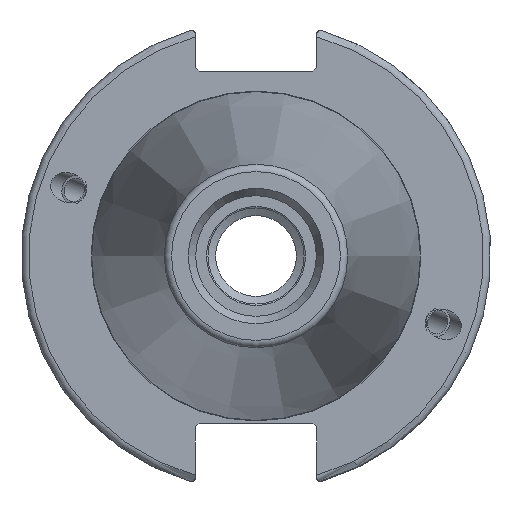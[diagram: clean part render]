
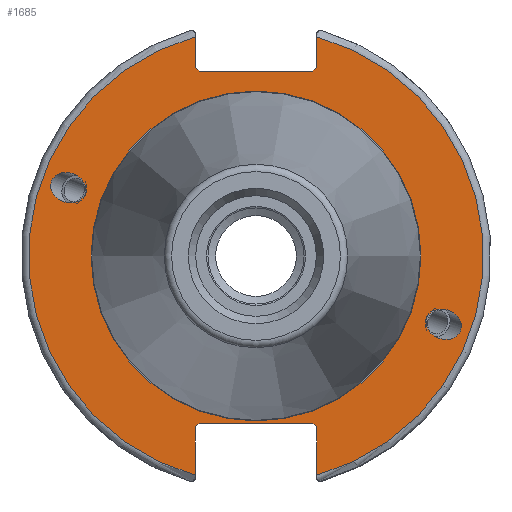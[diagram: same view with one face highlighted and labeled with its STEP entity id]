
A CAD part, left-side view. The second image highlights one B-rep face of the part: STEP entity #1685.
In plain terms, the highlighted planar face has unit normal (-1, 0, 0).
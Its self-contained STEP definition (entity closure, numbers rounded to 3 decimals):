
#39=ELLIPSE('',#1821,2.442,2.);
#48=ELLIPSE('',#1869,2.442,2.);
#118=FACE_BOUND('',#502,.T.);
#119=FACE_BOUND('',#503,.T.);
#120=FACE_BOUND('',#504,.T.);
#136=PLANE('',#1882);
#208=LINE('',#3001,#302);
#209=LINE('',#3003,#303);
#210=LINE('',#3005,#304);
#211=LINE('',#3007,#305);
#212=LINE('',#3009,#306);
#213=LINE('',#3013,#307);
#214=LINE('',#3015,#308);
#215=LINE('',#3017,#309);
#216=LINE('',#3019,#310);
#217=LINE('',#3020,#311);
#302=VECTOR('',#2278,10.);
#303=VECTOR('',#2279,10.);
#304=VECTOR('',#2280,10.);
#305=VECTOR('',#2281,10.);
#306=VECTOR('',#2282,10.);
#307=VECTOR('',#2285,10.);
#308=VECTOR('',#2286,10.);
#309=VECTOR('',#2287,10.);
#310=VECTOR('',#2288,10.);
#311=VECTOR('',#2289,10.);
#404=FACE_OUTER_BOUND('',#501,.T.);
#501=EDGE_LOOP('',(#1376,#1377,#1378,#1379,#1380,#1381,#1382,#1383,#1384,
#1385,#1386,#1387));
#502=EDGE_LOOP('',(#1388));
#503=EDGE_LOOP('',(#1389));
#504=EDGE_LOOP('',(#1390,#1391));
#620=CIRCLE('',#1878,22.3);
#621=CIRCLE('',#1879,22.3);
#624=CIRCLE('',#1883,30.75);
#625=CIRCLE('',#1884,30.75);
#727=VERTEX_POINT('',#2778);
#772=VERTEX_POINT('',#2971);
#778=VERTEX_POINT('',#2988);
#779=VERTEX_POINT('',#2990);
#781=VERTEX_POINT('',#2997);
#782=VERTEX_POINT('',#2998);
#783=VERTEX_POINT('',#3000);
#784=VERTEX_POINT('',#3002);
#785=VERTEX_POINT('',#3004);
#786=VERTEX_POINT('',#3006);
#787=VERTEX_POINT('',#3008);
#788=VERTEX_POINT('',#3010);
#789=VERTEX_POINT('',#3012);
#790=VERTEX_POINT('',#3014);
#791=VERTEX_POINT('',#3016);
#792=VERTEX_POINT('',#3018);
#929=EDGE_CURVE('',#727,#727,#39,.T.);
#990=EDGE_CURVE('',#772,#772,#48,.T.);
#998=EDGE_CURVE('',#778,#779,#620,.T.);
#999=EDGE_CURVE('',#779,#778,#621,.T.);
#1002=EDGE_CURVE('',#781,#782,#624,.T.);
#1003=EDGE_CURVE('',#781,#783,#208,.T.);
#1004=EDGE_CURVE('',#784,#783,#209,.T.);
#1005=EDGE_CURVE('',#784,#785,#210,.T.);
#1006=EDGE_CURVE('',#786,#785,#211,.T.);
#1007=EDGE_CURVE('',#786,#787,#212,.T.);
#1008=EDGE_CURVE('',#788,#787,#625,.T.);
#1009=EDGE_CURVE('',#788,#789,#213,.T.);
#1010=EDGE_CURVE('',#790,#789,#214,.T.);
#1011=EDGE_CURVE('',#790,#791,#215,.T.);
#1012=EDGE_CURVE('',#792,#791,#216,.T.);
#1013=EDGE_CURVE('',#792,#782,#217,.T.);
#1376=ORIENTED_EDGE('',*,*,#1002,.F.);
#1377=ORIENTED_EDGE('',*,*,#1003,.T.);
#1378=ORIENTED_EDGE('',*,*,#1004,.F.);
#1379=ORIENTED_EDGE('',*,*,#1005,.T.);
#1380=ORIENTED_EDGE('',*,*,#1006,.F.);
#1381=ORIENTED_EDGE('',*,*,#1007,.T.);
#1382=ORIENTED_EDGE('',*,*,#1008,.F.);
#1383=ORIENTED_EDGE('',*,*,#1009,.T.);
#1384=ORIENTED_EDGE('',*,*,#1010,.F.);
#1385=ORIENTED_EDGE('',*,*,#1011,.T.);
#1386=ORIENTED_EDGE('',*,*,#1012,.F.);
#1387=ORIENTED_EDGE('',*,*,#1013,.T.);
#1388=ORIENTED_EDGE('',*,*,#929,.T.);
#1389=ORIENTED_EDGE('',*,*,#990,.T.);
#1390=ORIENTED_EDGE('',*,*,#999,.F.);
#1391=ORIENTED_EDGE('',*,*,#998,.F.);
#1685=ADVANCED_FACE('',(#404,#118,#119,#120),#136,.T.);
#1821=AXIS2_PLACEMENT_3D('',#2780,#2133,#2134);
#1869=AXIS2_PLACEMENT_3D('',#2973,#2246,#2247);
#1878=AXIS2_PLACEMENT_3D('',#2991,#2266,#2267);
#1879=AXIS2_PLACEMENT_3D('',#2992,#2268,#2269);
#1882=AXIS2_PLACEMENT_3D('',#2996,#2274,#2275);
#1883=AXIS2_PLACEMENT_3D('',#2999,#2276,#2277);
#1884=AXIS2_PLACEMENT_3D('',#3011,#2283,#2284);
#2133=DIRECTION('center_axis',(1.,0.,0.));
#2134=DIRECTION('ref_axis',(0.,-0.94,-0.342));
#2246=DIRECTION('center_axis',(1.,0.,0.));
#2247=DIRECTION('ref_axis',(0.,0.94,0.342));
#2266=DIRECTION('center_axis',(-1.,0.,0.));
#2267=DIRECTION('ref_axis',(0.,-1.,0.));
#2268=DIRECTION('center_axis',(-1.,0.,0.));
#2269=DIRECTION('ref_axis',(0.,-1.,0.));
#2274=DIRECTION('center_axis',(-1.,0.,0.));
#2275=DIRECTION('ref_axis',(0.,0.,1.));
#2276=DIRECTION('center_axis',(1.,0.,0.));
#2277=DIRECTION('ref_axis',(0.,-1.,0.));
#2278=DIRECTION('',(0.,0.,-1.));
#2279=DIRECTION('',(0.,-0.707,0.707));
#2280=DIRECTION('',(0.,1.,0.));
#2281=DIRECTION('',(0.,-0.707,-0.707));
#2282=DIRECTION('',(0.,0.,1.));
#2283=DIRECTION('center_axis',(1.,0.,0.));
#2284=DIRECTION('ref_axis',(0.,1.,0.));
#2285=DIRECTION('',(0.,0.,1.));
#2286=DIRECTION('',(0.,0.707,-0.707));
#2287=DIRECTION('',(0.,-1.,0.));
#2288=DIRECTION('',(0.,0.707,0.707));
#2289=DIRECTION('',(0.,0.,-1.));
#2778=CARTESIAN_POINT('',(3.175,-23.077,-8.399));
#2780=CARTESIAN_POINT('Origin',(3.175,-25.372,-9.235));
#2971=CARTESIAN_POINT('',(3.175,23.077,8.399));
#2973=CARTESIAN_POINT('Origin',(3.175,25.372,9.235));
#2988=CARTESIAN_POINT('',(3.175,0.,22.3));
#2990=CARTESIAN_POINT('',(3.175,22.3,0.));
#2991=CARTESIAN_POINT('Origin',(3.175,0.,0.));
#2992=CARTESIAN_POINT('Origin',(3.175,0.,0.));
#2996=CARTESIAN_POINT('Origin',(3.175,31.75,0.));
#2997=CARTESIAN_POINT('',(3.175,-8.19,29.639));
#2998=CARTESIAN_POINT('',(3.175,-8.19,-29.639));
#2999=CARTESIAN_POINT('Origin',(3.175,0.,0.));
#3000=CARTESIAN_POINT('',(3.175,-8.19,25.5));
#3001=CARTESIAN_POINT('',(3.175,-8.19,12.5));
#3002=CARTESIAN_POINT('',(3.175,-7.69,25.));
#3003=CARTESIAN_POINT('',(3.175,8.295,9.015));
#3004=CARTESIAN_POINT('',(3.175,7.69,25.));
#3005=CARTESIAN_POINT('',(3.175,15.875,25.));
#3006=CARTESIAN_POINT('',(3.175,8.19,25.5));
#3007=CARTESIAN_POINT('',(3.175,7.58,24.89));
#3008=CARTESIAN_POINT('',(3.175,8.19,29.639));
#3009=CARTESIAN_POINT('',(3.175,8.19,12.5));
#3010=CARTESIAN_POINT('',(3.175,8.19,-29.639));
#3011=CARTESIAN_POINT('Origin',(3.175,0.,0.));
#3012=CARTESIAN_POINT('',(3.175,8.19,-23.1));
#3013=CARTESIAN_POINT('',(3.175,8.19,-11.3));
#3014=CARTESIAN_POINT('',(3.175,7.69,-22.6));
#3015=CARTESIAN_POINT('',(3.175,8.18,-23.09));
#3016=CARTESIAN_POINT('',(3.175,-7.69,-22.6));
#3017=CARTESIAN_POINT('',(3.175,15.875,-22.6));
#3018=CARTESIAN_POINT('',(3.175,-8.19,-23.1));
#3019=CARTESIAN_POINT('',(3.175,7.695,-7.215));
#3020=CARTESIAN_POINT('',(3.175,-8.19,-11.3));
